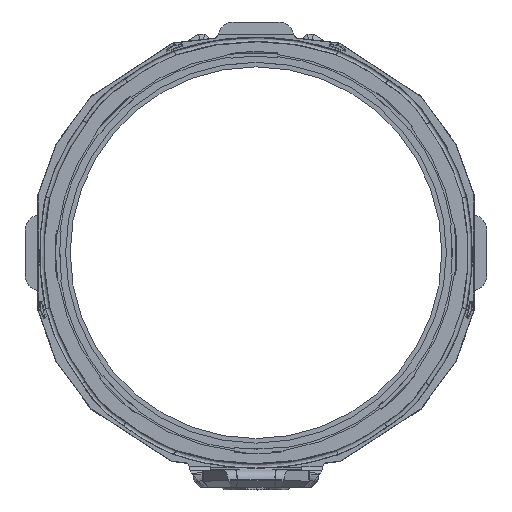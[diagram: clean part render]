
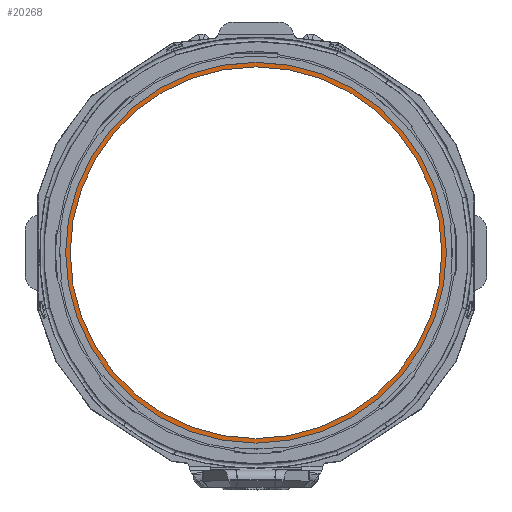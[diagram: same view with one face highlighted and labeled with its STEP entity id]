
A CAD part, top view. The second image highlights one B-rep face of the part: STEP entity #20268.
In plain terms, the highlighted face is planar.
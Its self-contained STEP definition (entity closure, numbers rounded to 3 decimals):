
#1438=FACE_BOUND('',#3010,.T.);
#1863=FACE_OUTER_BOUND('',#3009,.T.);
#3009=EDGE_LOOP('',(#15210));
#3010=EDGE_LOOP('',(#15211));
#7316=CIRCLE('',#21728,122.725);
#7339=CIRCLE('',#21770,125.725);
#8554=VERTEX_POINT('',#33930);
#8595=VERTEX_POINT('',#34046);
#10976=EDGE_CURVE('',#8554,#8554,#7316,.T.);
#11032=EDGE_CURVE('',#8595,#8595,#7339,.T.);
#15210=ORIENTED_EDGE('',*,*,#11032,.F.);
#15211=ORIENTED_EDGE('',*,*,#10976,.F.);
#19501=PLANE('',#21769);
#20268=ADVANCED_FACE('',(#1863,#1438),#19501,.T.);
#21728=AXIS2_PLACEMENT_3D('',#33931,#24910,#24911);
#21769=AXIS2_PLACEMENT_3D('',#34045,#25025,#25026);
#21770=AXIS2_PLACEMENT_3D('',#34047,#25027,#25028);
#24910=DIRECTION('center_axis',(0.,-0.966,
-0.259));
#24911=DIRECTION('ref_axis',(1.,0.,0.));
#25025=DIRECTION('center_axis',(0.,-0.966,
-0.259));
#25026=DIRECTION('ref_axis',(1.,0.,0.));
#25027=DIRECTION('center_axis',(0.,0.966,
0.259));
#25028=DIRECTION('ref_axis',(1.,0.,0.));
#33930=CARTESIAN_POINT('',(-122.725,-181.89,89.369));
#33931=CARTESIAN_POINT('Origin',(0.,-181.89,
89.369));
#34045=CARTESIAN_POINT('Origin',(0.,-181.89,
89.369));
#34046=CARTESIAN_POINT('',(-125.725,-181.89,89.369));
#34047=CARTESIAN_POINT('Origin',(0.,-181.89,
89.369));
